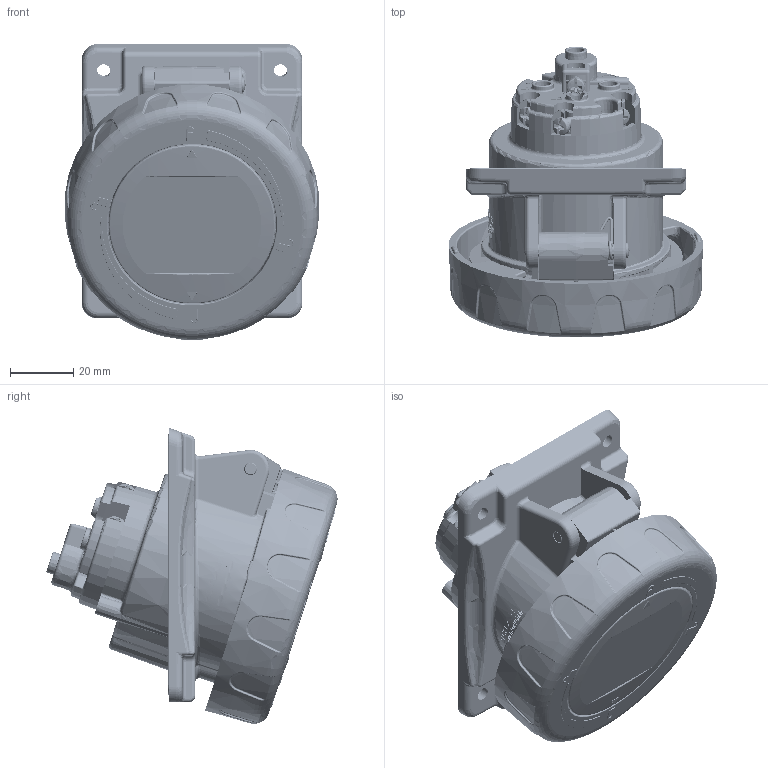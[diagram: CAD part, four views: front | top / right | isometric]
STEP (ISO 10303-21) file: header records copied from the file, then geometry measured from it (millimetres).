
FILE_DESCRIPTION (( 'STEP AP214' ), '1' );
FILE_NAME ('ORC5203-M01.STEP', '2024-09-04T19:41:38', ( '' ), ( '' ), 'SwSTEP 2.0', 'SolidWorks 2024', '' );
FILE_SCHEMA (( 'AUTOMOTIVE_DESIGN' ));
Length unit declared in the file: millimetre
Products named in the file (1): ORC5203-M01
Bounding box: 80.69 x 92.31 x 93.82 mm (x, y, z)
Volume: 108227.8 mm3; surface area: 104935.2 mm2
Topology: 18 solids, 18 shells, 5739 faces, 14847 edges, 9270 vertices
Faces by surface type: plane 1621, cylinder 1434, bspline 1428, torus 626, cone 498, sphere 132
Entity records: 232313 total; most frequent: CARTESIAN_POINT 105584, ORIENTED_EDGE 29508, DIRECTION 22403, EDGE_CURVE 14754, VERTEX_POINT 9251, AXIS2_PLACEMENT_3D 8556, EDGE_LOOP 6009, ADVANCED_FACE 5739
